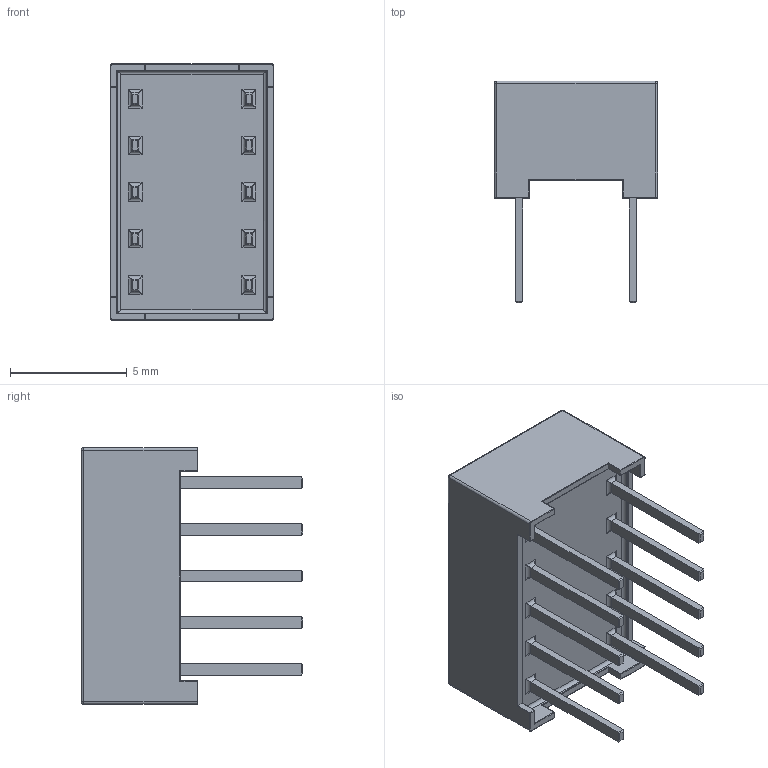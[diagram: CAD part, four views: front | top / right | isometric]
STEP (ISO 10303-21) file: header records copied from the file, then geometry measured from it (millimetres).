
FILE_DESCRIPTION (( 'STEP AP214' ), '1' );
FILE_NAME ('HDSP-211C.STEP', '2024-11-08T10:06:13', ( '' ), ( '' ), 'SwSTEP 2.0', 'SolidWorks 2016', '' );
FILE_SCHEMA (( 'AUTOMOTIVE_DESIGN' ));
Length unit declared in the file: millimetre
Products named in the file (1): HDSP-211C
Bounding box: 7 x 9.5 x 11 mm (x, y, z)
Volume: 320.7 mm3; surface area: 412.5 mm2
Topology: 1 solids, 1 shells, 292 faces, 664 edges, 372 vertices
Faces by surface type: plane 166, cylinder 102, sphere 20, torus 4
Entity records: 9418 total; most frequent: CARTESIAN_POINT 1501, ORIENTED_EDGE 1288, DIRECTION 1246, EDGE_CURVE 644, LINE 500, VECTOR 500, AXIS2_PLACEMENT_3D 373, VERTEX_POINT 372
